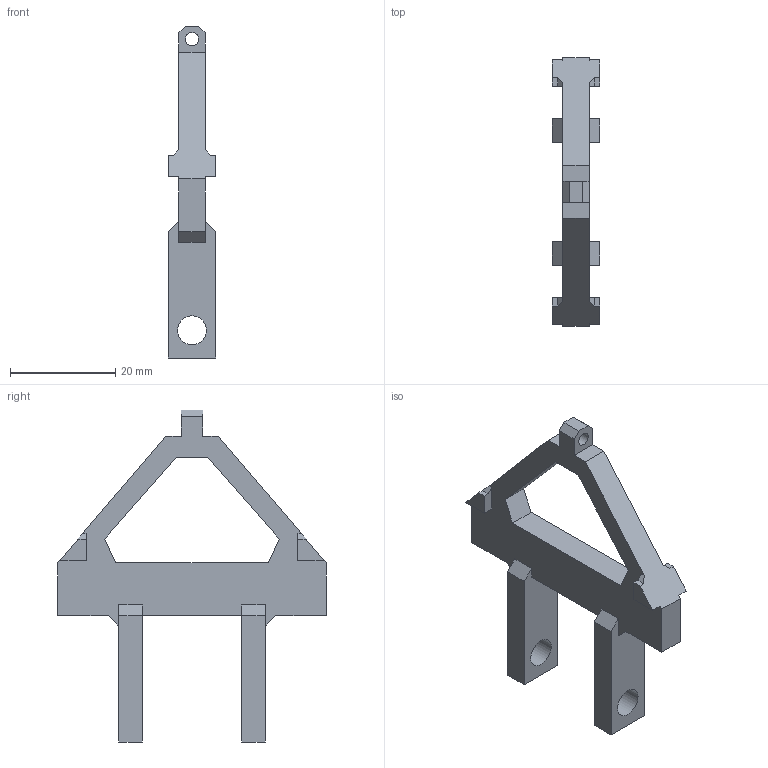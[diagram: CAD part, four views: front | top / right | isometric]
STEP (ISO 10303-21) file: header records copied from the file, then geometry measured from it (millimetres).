
FILE_DESCRIPTION(/* description */ (''),/* implementation_level */ '2;1');
FILE_NAME(/* name */ 'Top_tingamabob_1.step',/* time_stamp */ '2025-11-26T20:58:03+07:00',/* author */ (''),/* organization */ (''),/* preprocessor_version */ 'ST-DEVELOPER v20.1',/* originating_system */ 'Autodesk Translation Framework v14.21.0.0',/* authorisation */ '');
FILE_SCHEMA (('AUTOMOTIVE_DESIGN { 1 0 10303 214 3 1 1 }'));
Length unit declared in the file: millimetre
Products named in the file (1): Top_tingamabob
Bounding box: 9 x 51 x 63 mm (x, y, z)
Volume: 5964 mm3; surface area: 4398.6 mm2
Topology: 1 solids, 1 shells, 61 faces, 177 edges, 118 vertices
Faces by surface type: plane 58, cylinder 3
Full cylindrical faces by diameter (mm): 2.5 x1, 5.5 x2
Entity records: 2026 total; most frequent: CARTESIAN_POINT 357, ORIENTED_EDGE 354, DIRECTION 307, EDGE_CURVE 177, LINE 171, VECTOR 171, VERTEX_POINT 118, EDGE_LOOP 69
